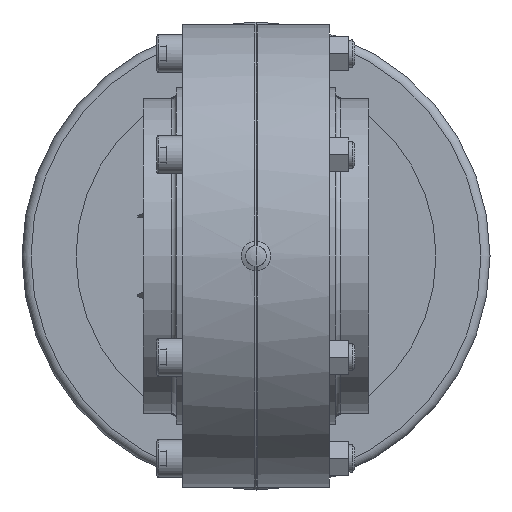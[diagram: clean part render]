
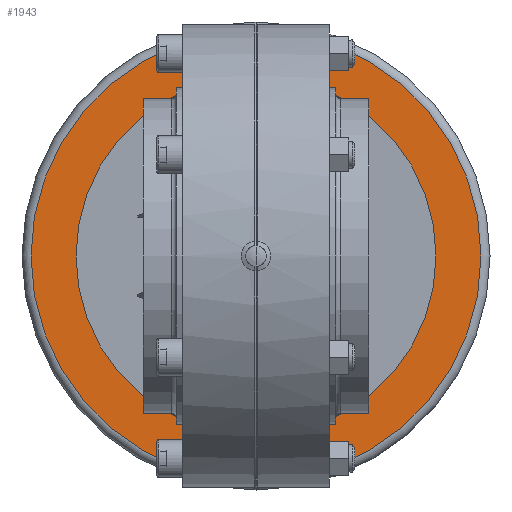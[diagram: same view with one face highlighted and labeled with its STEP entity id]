
A CAD part, front view. The second image highlights one B-rep face of the part: STEP entity #1943.
In plain terms, the highlighted planar face has unit normal (0, -1, 0).
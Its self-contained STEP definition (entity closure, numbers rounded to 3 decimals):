
#94 = DIRECTION ( 'NONE',  ( 0., -1., 0. ) ) ;
#323 = CARTESIAN_POINT ( 'NONE',  ( 0., 76.35, -40. ) ) ;
#502 = AXIS2_PLACEMENT_3D ( 'NONE', #3131, #4995, #6695 ) ;
#937 = AXIS2_PLACEMENT_3D ( 'NONE', #1390, #5800, #11238 ) ;
#971 = EDGE_LOOP ( 'NONE', ( #8971, #5930 ) ) ;
#1390 = CARTESIAN_POINT ( 'NONE',  ( 0., 76.35, 0. ) ) ;
#1943 = ADVANCED_FACE ( 'NONE', ( #3874, #9962 ), #7425, .F. ) ;
#2020 = DIRECTION ( 'NONE',  ( 0., 0., -1. ) ) ;
#2249 = EDGE_LOOP ( 'NONE', ( #3834, #8229 ) ) ;
#2708 = VERTEX_POINT ( 'NONE', #9880 ) ;
#3131 = CARTESIAN_POINT ( 'NONE',  ( 0., 76.35, 0. ) ) ;
#3793 = EDGE_CURVE ( 'NONE', #5458, #11512, #8240, .T. ) ;
#3834 = ORIENTED_EDGE ( 'NONE', *, *, #4861, .T. ) ;
#3874 = FACE_OUTER_BOUND ( 'NONE', #2249, .T. ) ;
#4506 = CARTESIAN_POINT ( 'NONE',  ( 0., 76.35, 0. ) ) ;
#4551 = CARTESIAN_POINT ( 'NONE',  ( 0., 76.35, -50. ) ) ;
#4861 = EDGE_CURVE ( 'NONE', #2708, #9103, #11084, .T. ) ;
#4974 = DIRECTION ( 'NONE',  ( 0., -1., 0. ) ) ;
#4995 = DIRECTION ( 'NONE',  ( 0., -1., 0. ) ) ;
#5458 = VERTEX_POINT ( 'NONE', #5983 ) ;
#5557 = CIRCLE ( 'NONE', #502, 50. ) ;
#5800 = DIRECTION ( 'NONE',  ( 0., 1., 0. ) ) ;
#5851 = AXIS2_PLACEMENT_3D ( 'NONE', #4506, #6944, #9585 ) ;
#5930 = ORIENTED_EDGE ( 'NONE', *, *, #3793, .F. ) ;
#5983 = CARTESIAN_POINT ( 'NONE',  ( 0., 76.35, 40. ) ) ;
#6695 = DIRECTION ( 'NONE',  ( 0., 0., 1. ) ) ;
#6944 = DIRECTION ( 'NONE',  ( 0., -1., 0. ) ) ;
#7425 = PLANE ( 'NONE',  #937 ) ;
#8047 = CARTESIAN_POINT ( 'NONE',  ( 0., 76.35, 0. ) ) ;
#8229 = ORIENTED_EDGE ( 'NONE', *, *, #8244, .T. ) ;
#8240 = CIRCLE ( 'NONE', #11058, 40. ) ;
#8244 = EDGE_CURVE ( 'NONE', #9103, #2708, #5557, .T. ) ;
#8971 = ORIENTED_EDGE ( 'NONE', *, *, #9609, .F. ) ;
#9103 = VERTEX_POINT ( 'NONE', #4551 ) ;
#9300 = DIRECTION ( 'NONE',  ( 0., 0., -1. ) ) ;
#9356 = CARTESIAN_POINT ( 'NONE',  ( 0., 76.35, 0. ) ) ;
#9585 = DIRECTION ( 'NONE',  ( 0., 0., 1. ) ) ;
#9609 = EDGE_CURVE ( 'NONE', #11512, #5458, #10975, .T. ) ;
#9880 = CARTESIAN_POINT ( 'NONE',  ( 0., 76.35, 50. ) ) ;
#9962 = FACE_BOUND ( 'NONE', #971, .T. ) ;
#10793 = AXIS2_PLACEMENT_3D ( 'NONE', #9356, #4974, #9300 ) ;
#10975 = CIRCLE ( 'NONE', #10793, 40. ) ;
#11058 = AXIS2_PLACEMENT_3D ( 'NONE', #8047, #94, #2020 ) ;
#11084 = CIRCLE ( 'NONE', #5851, 50. ) ;
#11238 = DIRECTION ( 'NONE',  ( 0., 0., 1. ) ) ;
#11512 = VERTEX_POINT ( 'NONE', #323 ) ;
